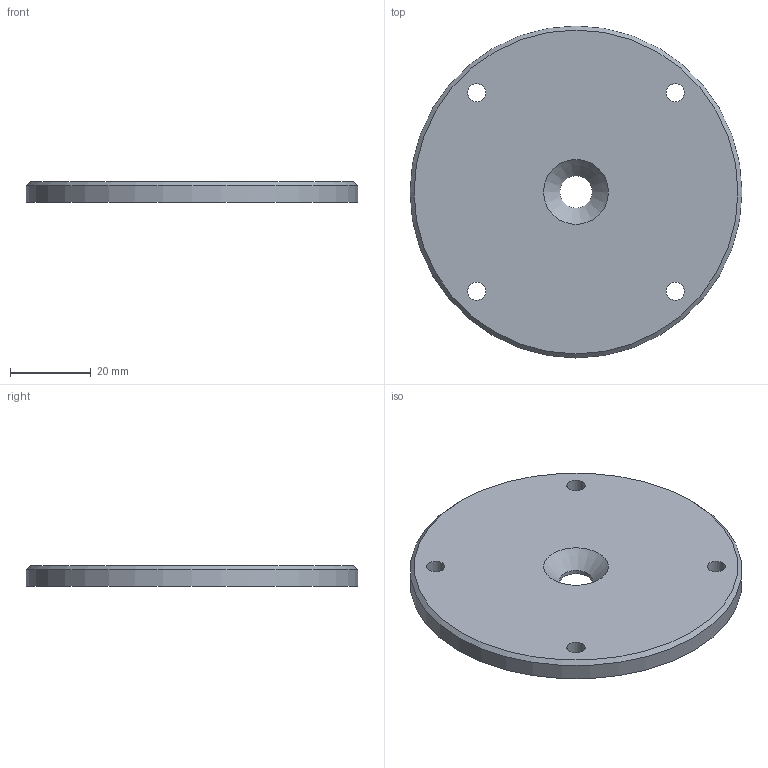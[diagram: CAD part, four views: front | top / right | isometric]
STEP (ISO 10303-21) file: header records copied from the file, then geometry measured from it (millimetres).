
FILE_DESCRIPTION(/* description */ (''),/* implementation_level */ '2;1');
FILE_NAME(/* name */ 'WeatherLox-Wind-Adapter.step',/* time_stamp */ '2026-01-02T08:00:53+01:00',/* author */ (''),/* organization */ (''),/* preprocessor_version */ 'ST-DEVELOPER v20.1',/* originating_system */ 'Autodesk Translation Framework v14.21.0.0',/* authorisation */ '');
FILE_SCHEMA (('AUTOMOTIVE_DESIGN { 1 0 10303 214 3 1 1 }'));
Length unit declared in the file: millimetre
Products named in the file (1): Gehäuse_Wind_Modul
Bounding box: 82 x 82 x 5 mm (x, y, z)
Volume: 25439.8 mm3; surface area: 11840.5 mm2
Topology: 1 solids, 1 shells, 10 faces, 22 edges, 14 vertices
Faces by surface type: cylinder 6, cone 2, plane 2
Full cylindrical faces by diameter (mm): 4.5 x4, 8 x1, 82 x1
Entity records: 337 total; most frequent: DIRECTION 58, CARTESIAN_POINT 47, ORIENTED_EDGE 44, AXIS2_PLACEMENT_3D 25, EDGE_CURVE 22, EDGE_LOOP 20, CIRCLE 14, VERTEX_POINT 14
